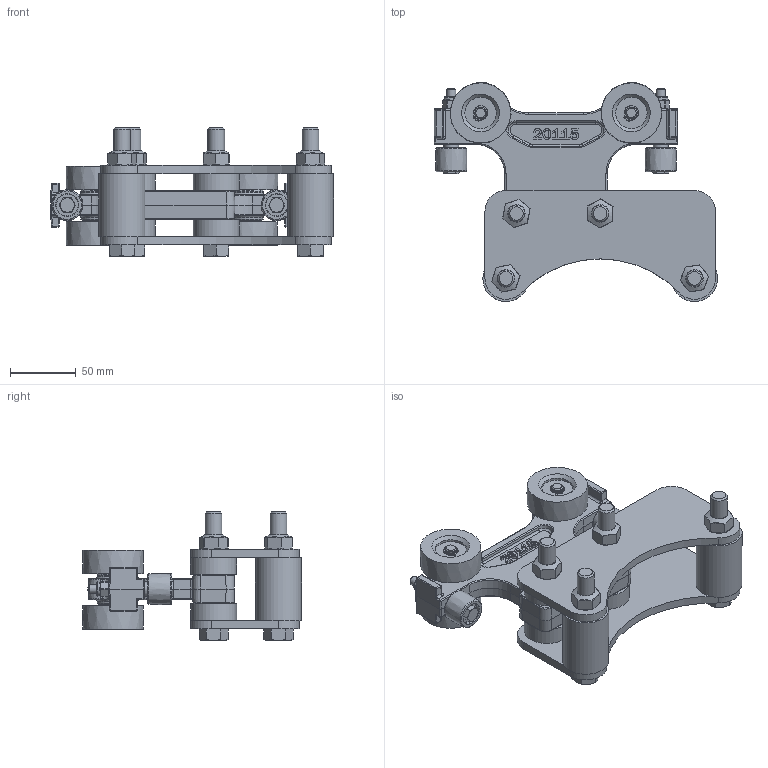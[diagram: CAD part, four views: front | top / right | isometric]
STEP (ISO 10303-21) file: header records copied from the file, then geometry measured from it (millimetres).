
FILE_DESCRIPTION((''),'2;1');
FILE_NAME('20116 ETA-4-5 IR 6 INCH BALANCER TROLLEY.stp','2010-12-14T14:16:15',('jholman'),(''),'Autodesk Inventor 2009','Autodesk Inventor 2009','');
FILE_SCHEMA(('AUTOMOTIVE_DESIGN { 1 0 10303 214 1 1 1 1 }'));
Length unit declared in the file: inch
Products named in the file (23): 20116; 20115; 59801M; 59801_2; 3D11N9B4B; 3D11N7B4C; 3D11V6B4B; 3D11D6B4A; 3D11F6B4A; 3D1185B4B; 3D11SWF4A; 3D11QWF4A; 3D11RWF4A; 3D11TWF4A; 3D11UWF4A; 3D110XF4B; 3D11Q9B4A; 3D117AB4C; 3D114AB4C; 3D115AB4B; 3D116AB4B; Prevailing Torque Type Hex Nut - UNC (Regular Thread - Inch)  (IFI) 1/2 - 13 Metal Type; Hex Bolt - UNC (Regular Thread - Inch) 1/2-13 UNC - 3.5
Assembly tree (45 placements, depth 4):
  20116
    20115
      59801M
        59801_2
      3D11N9B4B  x4
        3D11N7B4C
        3D11V6B4B
      3D11D6B4A  x4
      3D11F6B4A  x2
      3D1185B4B  x2
      3D11SWF4A  x2
        3D11QWF4A
        3D11RWF4A
        3D11TWF4A
        3D11UWF4A
      3D110XF4B  x2
      3D11Q9B4A  x2
    3D117AB4C
      3D114AB4C  x2
      3D115AB4B  x2
      3D116AB4B  x4
      Prevailing Torque Type Hex Nut - UNC (Regular Thread - Inch)  (IFI) 1/2 - 13 Metal Type  x4
      Hex Bolt - UNC (Regular Thread - Inch) 1/2-13 UNC - 3.5  x4
Bounding box: 214.47 x 166 x 97.63 mm (x, y, z)
Volume: 634552.8 mm3; surface area: 205782.3 mm2
Topology: 47 solids, 47 shells, 1693 faces, 3921 edges, 2336 vertices
Faces by surface type: plane 547, bspline 512, cylinder 324, cone 152, torus 90, sphere 68
Full cylindrical faces by diameter (mm): 6.909 x2, 7 x4, 7.036 x2, 7.099 x2, 7.137 x2, 10.249 x2, 11.176 x2, 12 x2, 12.7 x4, 13.081 x4, 15.011 x2, 16.866 x4, 16.993 x4, 17 x4, 19.05 x4, 23.813 x8, 28.6 x8, 34.925 x6
Entity records: 34716 total; most frequent: CARTESIAN_POINT 12864, ORIENTED_EDGE 4322, DIRECTION 4250, EDGE_CURVE 2161, AXIS2_PLACEMENT_3D 1590, VERTEX_POINT 1355, EDGE_LOOP 1144, VECTOR 1070
